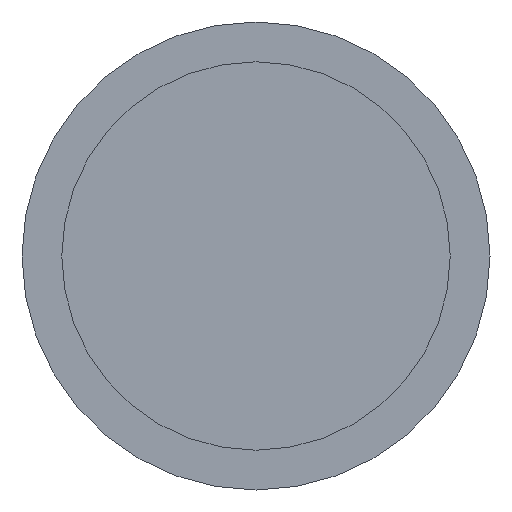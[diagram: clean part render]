
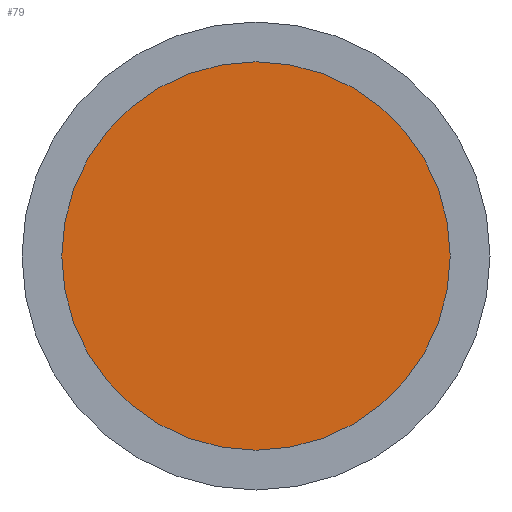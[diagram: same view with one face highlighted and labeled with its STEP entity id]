
A CAD part, front view. The second image highlights one B-rep face of the part: STEP entity #79.
In plain terms, the highlighted planar face has unit normal (0, -1, 0).
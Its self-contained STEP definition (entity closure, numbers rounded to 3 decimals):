
#79 = ADVANCED_FACE( '', ( #172 ), #173, .F. );
#172 = FACE_OUTER_BOUND( '', #273, .T. );
#173 = PLANE( '', #274 );
#273 = EDGE_LOOP( '', ( #458 ) );
#274 = AXIS2_PLACEMENT_3D( '', #459, #460, #461 );
#458 = ORIENTED_EDGE( '', *, *, #595, .T. );
#459 = CARTESIAN_POINT( '', ( 20.75, 3., 0. ) );
#460 = DIRECTION( '', ( 0., 1., 0. ) );
#461 = DIRECTION( '', ( 0., 0., 1. ) );
#595 = EDGE_CURVE( '', #694, #694, #695, .T. );
#694 = VERTEX_POINT( '', #816 );
#695 = CIRCLE( '', #817, 20.75 );
#816 = CARTESIAN_POINT( '', ( 0., 3., -20.75 ) );
#817 = AXIS2_PLACEMENT_3D( '', #910, #911, #912 );
#910 = CARTESIAN_POINT( '', ( 0., 3., 0. ) );
#911 = DIRECTION( '', ( 0., -1., 0. ) );
#912 = DIRECTION( '', ( 0., 0., -1. ) );
